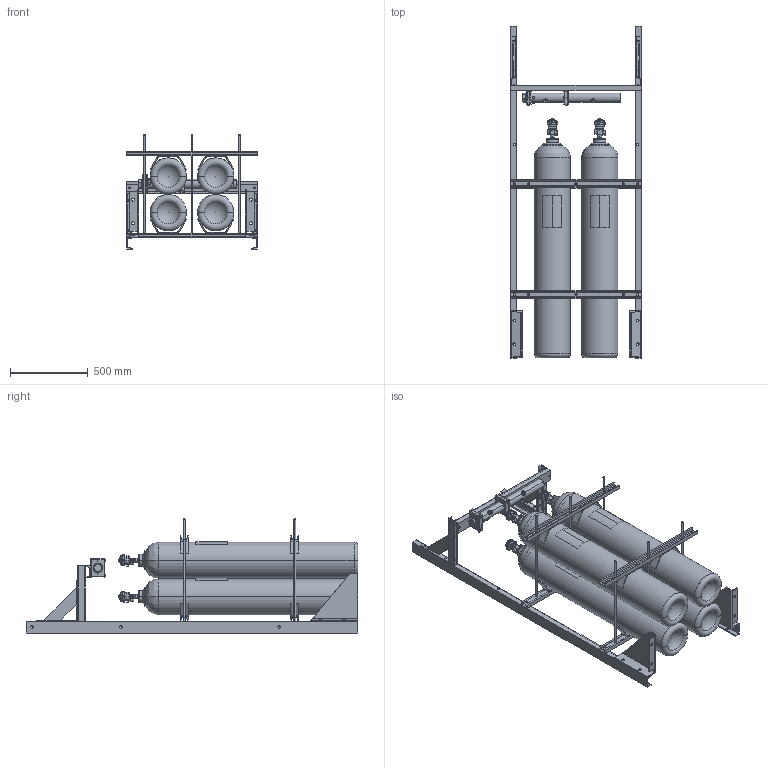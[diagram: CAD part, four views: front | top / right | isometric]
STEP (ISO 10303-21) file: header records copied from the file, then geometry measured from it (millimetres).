
FILE_DESCRIPTION (( 'STEP AP214' ), '1' );
FILE_NAME ('Cylinder Storage Rack, 49L, Structural, Red Painted (4 cylinder 2x2) Four Cylinders.STEP', '2020-04-30T15:02:04', ( '' ), ( '' ), 'SwSTEP 2.0', 'SolidWorks 2019', '' );
FILE_SCHEMA (( 'AUTOMOTIVE_DESIGN' ));
Length unit declared in the file: inch
Products named in the file (30): P-000-950-057.stp; P-000-950-085.stp; P-000-950-097.stp; P-000-950-088.stp; CLAMP_MCMASTER-CARR_3015T315.stp; V_MULLER_470B0020.stp; 8BC300-25E_CYLINDER.stp; P-000-950-058.stp; Cylinder Storage Rack, 49L, Structural, Red Painted (4 cylinder 2x2) Four Cylinders; Tank_49L.stp; P-000-950-091.stp; P-000-950-093.stp; P-000-950-111 (-01).stp; P-000-950-083.stp; 470B0020_HOUSING.stp; 470B0020_PLATE.stp; Cylinder Storage Rack, 49L, Structural, Red Painted (4 cylinder 2x2) Four Cylinders.stp; 470B0020_HEX NUT.stp; 470B0020_HANDLE.stp; P-000-950-110(-01).stp; P-000-950-081.stp; PLUG_HEX HD_1.500 NPT M_CL 3000_ALY STL_GALV.stp; PLUG_HEX HD_0.250 NPT M_CL 3000_ALY STL_GALV.stp; Z-000-950-115_AS-01.stp
Assembly tree (60 placements, depth 5):
  Cylinder Storage Rack, 49L, Structural, Red Painted (4 cylinder 2x2) Four Cylinders
    Cylinder Storage Rack, 49L, Structural, Red Painted (4 cylinder 2x2) Four Cylinders.stp
      P-000-950-093.stp
        CLAMP_MCMASTER-CARR_3015T315.stp  x2
        P-000-950-091.stp
      Tank_49L.stp
        V_MULLER_470B0020.stp
          470B0020_HOUSING.stp
          470B0020_PLATE.stp
          470B0020_HANDLE.stp
          470B0020_HEX NUT.stp
        8BC300-25E_CYLINDER.stp
        Z-000-950-115_AS-01.stp
      Tank_49L.stp
        V_MULLER_470B0020.stp
          470B0020_HOUSING.stp
          470B0020_PLATE.stp
          470B0020_HANDLE.stp
          470B0020_HEX NUT.stp
        8BC300-25E_CYLINDER.stp
        Z-000-950-115_AS-01.stp
      Tank_49L.stp
        V_MULLER_470B0020.stp
          470B0020_HOUSING.stp
          470B0020_PLATE.stp
          470B0020_HANDLE.stp
          470B0020_HEX NUT.stp
        8BC300-25E_CYLINDER.stp
        Z-000-950-115_AS-01.stp
      Tank_49L.stp
        V_MULLER_470B0020.stp
          470B0020_HOUSING.stp
          470B0020_PLATE.stp
          470B0020_HANDLE.stp
          470B0020_HEX NUT.stp
        8BC300-25E_CYLINDER.stp
        Z-000-950-115_AS-01.stp
      P-000-950-111 (-01).stp
        PLUG_HEX HD_1.500 NPT M_CL 3000_ALY STL_GALV.stp
        PLUG_HEX HD_0.250 NPT M_CL 3000_ALY STL_GALV.stp  x2
        P-000-950-110(-01).stp
      P-000-950-081.stp  x2
      P-000-950-097.stp  x4
      P-000-950-083.stp  x2
      P-000-950-085.stp  x2
      P-000-950-057.stp
      P-000-950-058.stp
      P-000-950-088.stp  x6
Bounding box: 838.45 x 2133.6 x 733.42 mm (x, y, z)
Volume: 39568684.3 mm3; surface area: 12145677.5 mm2
Topology: 77 solids, 77 shells, 2549 faces, 6280 edges, 3954 vertices
Faces by surface type: plane 909, cylinder 696, cone 428, bspline 344, torus 148, sphere 24
Entity records: 40717 total; most frequent: CARTESIAN_POINT 19545, ORIENTED_EDGE 4178, DIRECTION 4042, EDGE_CURVE 2089, AXIS2_PLACEMENT_3D 1579, VERTEX_POINT 1329, EDGE_LOOP 998, VECTOR 884
